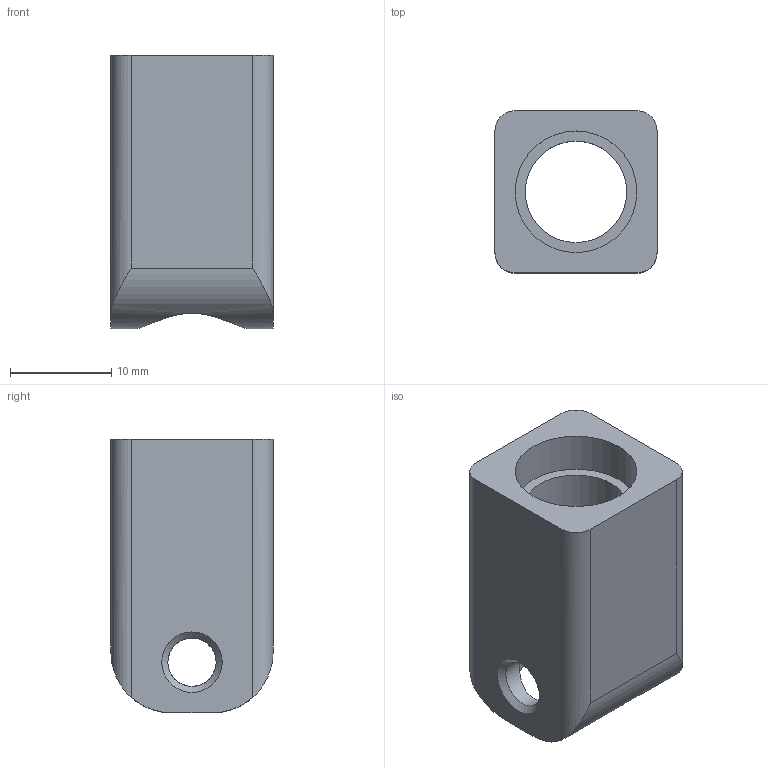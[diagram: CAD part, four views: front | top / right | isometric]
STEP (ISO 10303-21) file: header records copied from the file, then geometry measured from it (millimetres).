
FILE_DESCRIPTION(/* description */ ('STEP AP214'),/* implementation_level */ '2;1');
FILE_NAME(/* name */ '66957d66b3d6787b3fd140a1',/* time_stamp */ '2024-07-15T19:49:58Z',/* author */ (''),/* organization */ (''),/* preprocessor_version */ 'ST-DEVELOPER v20',/* originating_system */ ' ',/* authorisation */ ' ');
FILE_SCHEMA (('AUTOMOTIVE_DESIGN {1 0 10303 214 3 1 1}'));
Length unit declared in the file: metre
Products named in the file (1): Redondante_Housing
Bounding box: 16 x 16 x 27 mm (x, y, z)
Volume: 3684 mm3; surface area: 2823.4 mm2
Topology: 1 solids, 1 shells, 22 faces, 58 edges, 38 vertices
Faces by surface type: cylinder 11, plane 9, cone 2
Full cylindrical faces by diameter (mm): 4.763 x2, 10 x1, 12 x2
Entity records: 698 total; most frequent: CARTESIAN_POINT 159, DIRECTION 104, ORIENTED_EDGE 94, EDGE_CURVE 47, AXIS2_PLACEMENT_3D 42, EDGE_LOOP 36, FACE_BOUND 36, VERTEX_POINT 35
